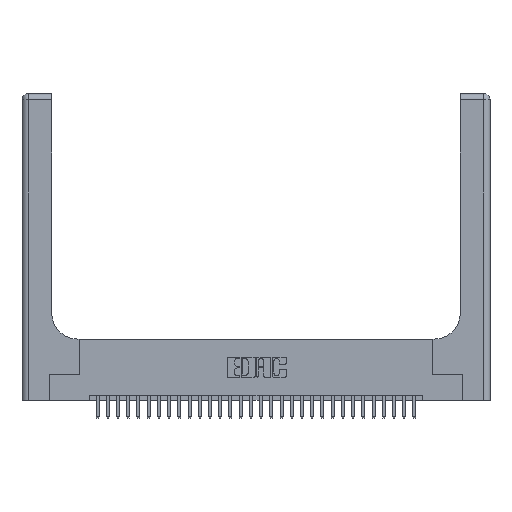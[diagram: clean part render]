
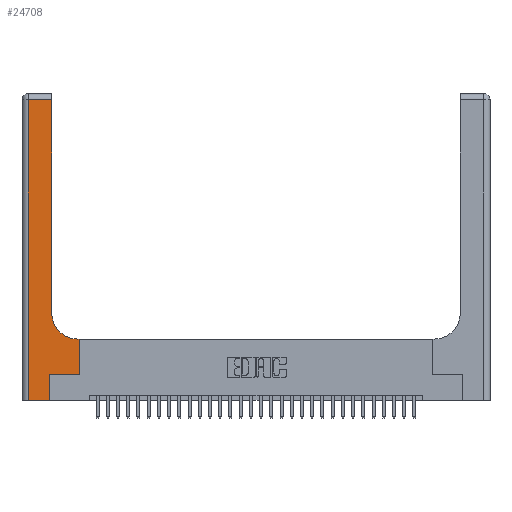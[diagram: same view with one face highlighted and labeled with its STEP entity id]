
A CAD part, top view. The second image highlights one B-rep face of the part: STEP entity #24708.
In plain terms, the highlighted planar face has unit normal (0, 0, 1).
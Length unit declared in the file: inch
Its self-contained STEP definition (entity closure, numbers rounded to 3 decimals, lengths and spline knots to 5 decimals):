
#310 = VECTOR ( 'NONE', #6547, 39.37008 ) ;
#496 = LINE ( 'NONE', #27541, #13763 ) ;
#1474 = EDGE_CURVE ( 'NONE', #23257, #21894, #21027, .T. ) ;
#1804 = CIRCLE ( 'NONE', #7953, 0.25 ) ;
#2190 = EDGE_CURVE ( 'NONE', #18257, #3335, #27774, .T. ) ;
#3335 = VERTEX_POINT ( 'NONE', #20887 ) ;
#3789 = EDGE_CURVE ( 'NONE', #3335, #11284, #8933, .T. ) ;
#5033 = CARTESIAN_POINT ( 'NONE',  ( 0.2915, 0.85, 0.37 ) ) ;
#6547 = DIRECTION ( 'NONE',  ( 1., 0., 0. ) ) ;
#7291 = EDGE_LOOP ( 'NONE', ( #8275, #9089, #28296, #9119, #7530, #12169, #17703, #11853, #19233 ) ) ;
#7488 = EDGE_CURVE ( 'NONE', #21894, #7978, #19606, .T. ) ;
#7530 = ORIENTED_EDGE ( 'NONE', *, *, #8453, .T. ) ;
#7587 = VERTEX_POINT ( 'NONE', #24327 ) ;
#7953 = AXIS2_PLACEMENT_3D ( 'NONE', #9750, #26896, #12278 ) ;
#7978 = VERTEX_POINT ( 'NONE', #11117 ) ;
#8171 = VECTOR ( 'NONE', #31575, 39.37008 ) ;
#8275 = ORIENTED_EDGE ( 'NONE', *, *, #17523, .T. ) ;
#8453 = EDGE_CURVE ( 'NONE', #9653, #7587, #496, .T. ) ;
#8933 = LINE ( 'NONE', #15984, #29258 ) ;
#8982 = CARTESIAN_POINT ( 'NONE',  ( 0.2915, 3., 0.37 ) ) ;
#9089 = ORIENTED_EDGE ( 'NONE', *, *, #1474, .T. ) ;
#9119 = ORIENTED_EDGE ( 'NONE', *, *, #17561, .T. ) ;
#9653 = VERTEX_POINT ( 'NONE', #19986 ) ;
#9749 = DIRECTION ( 'NONE',  ( 0., 0., -1. ) ) ;
#9750 = CARTESIAN_POINT ( 'NONE',  ( 0.5415, 0.85, 0.37 ) ) ;
#10420 = DIRECTION ( 'NONE',  ( 0., 1., 0. ) ) ;
#11117 = CARTESIAN_POINT ( 'NONE',  ( 0.06, 0., 0.37 ) ) ;
#11284 = VERTEX_POINT ( 'NONE', #23174 ) ;
#11528 = DIRECTION ( 'NONE',  ( 0., 1., 0. ) ) ;
#11794 = CARTESIAN_POINT ( 'NONE',  ( 0.06, 3., 0.37 ) ) ;
#11853 = ORIENTED_EDGE ( 'NONE', *, *, #3789, .T. ) ;
#12169 = ORIENTED_EDGE ( 'NONE', *, *, #21973, .T. ) ;
#12278 = DIRECTION ( 'NONE',  ( 1., 0., 0. ) ) ;
#13039 = VECTOR ( 'NONE', #14316, 39.37008 ) ;
#13763 = VECTOR ( 'NONE', #10420, 39.37008 ) ;
#14316 = DIRECTION ( 'NONE',  ( 0., -1., 0. ) ) ;
#14526 = VECTOR ( 'NONE', #30049, 39.37008 ) ;
#15894 = FACE_OUTER_BOUND ( 'NONE', #7291, .T. ) ;
#15984 = CARTESIAN_POINT ( 'NONE',  ( 0.2915, 0.6, 0.37 ) ) ;
#16234 = CARTESIAN_POINT ( 'NONE',  ( 0.06, 2.94, 0.37 ) ) ;
#16391 = CARTESIAN_POINT ( 'NONE',  ( 0.5585, 0.25, 0.37 ) ) ;
#17071 = AXIS2_PLACEMENT_3D ( 'NONE', #22042, #9749, #26895 ) ;
#17170 = PLANE ( 'NONE',  #17071 ) ;
#17523 = EDGE_CURVE ( 'NONE', #19226, #23257, #22616, .T. ) ;
#17561 = EDGE_CURVE ( 'NONE', #7978, #9653, #28271, .T. ) ;
#17703 = ORIENTED_EDGE ( 'NONE', *, *, #2190, .T. ) ;
#18257 = VERTEX_POINT ( 'NONE', #16391 ) ;
#19226 = VERTEX_POINT ( 'NONE', #5033 ) ;
#19233 = ORIENTED_EDGE ( 'NONE', *, *, #30912, .T. ) ;
#19606 = LINE ( 'NONE', #11794, #13039 ) ;
#19986 = CARTESIAN_POINT ( 'NONE',  ( 0.269, 0., 0.37 ) ) ;
#20118 = LINE ( 'NONE', #23626, #310 ) ;
#20887 = CARTESIAN_POINT ( 'NONE',  ( 0.5585, 0.6, 0.37 ) ) ;
#21027 = LINE ( 'NONE', #22800, #14526 ) ;
#21327 = CARTESIAN_POINT ( 'NONE',  ( 0., 0., 0.37 ) ) ;
#21856 = VECTOR ( 'NONE', #11528, 39.37008 ) ;
#21894 = VERTEX_POINT ( 'NONE', #16234 ) ;
#21973 = EDGE_CURVE ( 'NONE', #7587, #18257, #20118, .T. ) ;
#22042 = CARTESIAN_POINT ( 'NONE',  ( 0., 3., 0.37 ) ) ;
#22616 = LINE ( 'NONE', #8982, #21856 ) ;
#22800 = CARTESIAN_POINT ( 'NONE',  ( 0., 2.94, 0.37 ) ) ;
#23174 = CARTESIAN_POINT ( 'NONE',  ( 0.5415, 0.6, 0.37 ) ) ;
#23257 = VERTEX_POINT ( 'NONE', #31236 ) ;
#23626 = CARTESIAN_POINT ( 'NONE',  ( 0.269, 0.25, 0.37 ) ) ;
#24327 = CARTESIAN_POINT ( 'NONE',  ( 0.269, 0.25, 0.37 ) ) ;
#24708 = ADVANCED_FACE ( 'NONE', ( #15894 ), #17170, .F. ) ;
#26183 = DIRECTION ( 'NONE',  ( 1., 0., 0. ) ) ;
#26895 = DIRECTION ( 'NONE',  ( -1., 0., 0. ) ) ;
#26896 = DIRECTION ( 'NONE',  ( 0., 0., -1. ) ) ;
#27509 = VECTOR ( 'NONE', #26183, 39.37008 ) ;
#27541 = CARTESIAN_POINT ( 'NONE',  ( 0.269, 0., 0.37 ) ) ;
#27774 = LINE ( 'NONE', #29163, #8171 ) ;
#28271 = LINE ( 'NONE', #21327, #27509 ) ;
#28296 = ORIENTED_EDGE ( 'NONE', *, *, #7488, .T. ) ;
#29163 = CARTESIAN_POINT ( 'NONE',  ( 0.5585, 0.25, 0.37 ) ) ;
#29258 = VECTOR ( 'NONE', #30450, 39.37008 ) ;
#30049 = DIRECTION ( 'NONE',  ( -1., 0., 0. ) ) ;
#30450 = DIRECTION ( 'NONE',  ( -1., 0., 0. ) ) ;
#30912 = EDGE_CURVE ( 'NONE', #11284, #19226, #1804, .T. ) ;
#31236 = CARTESIAN_POINT ( 'NONE',  ( 0.2915, 2.94, 0.37 ) ) ;
#31575 = DIRECTION ( 'NONE',  ( 0., 1., 0. ) ) ;
